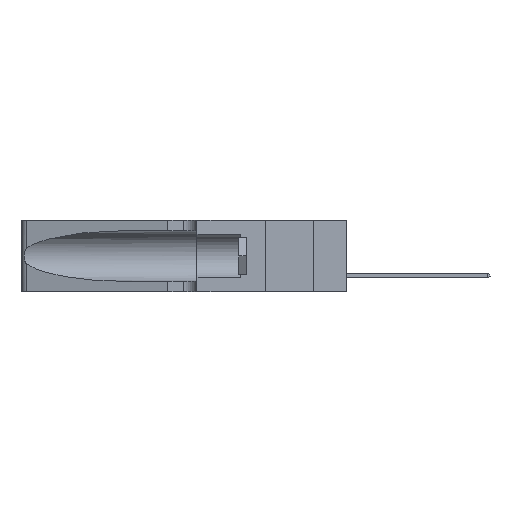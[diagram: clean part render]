
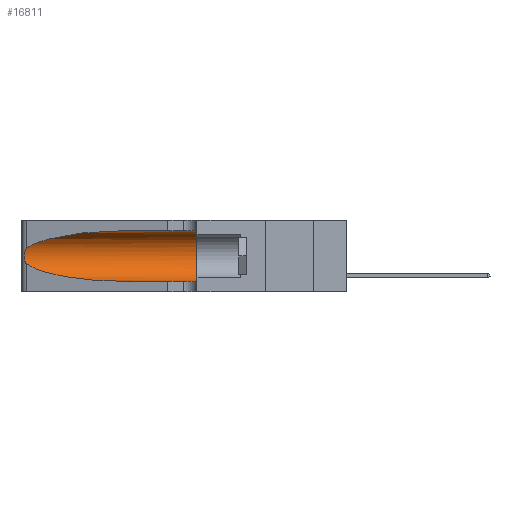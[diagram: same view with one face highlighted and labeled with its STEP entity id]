
A CAD part, left-side view. The second image highlights one B-rep face of the part: STEP entity #16811.
In plain terms, the highlighted cylindrical face has radius 3.308 mm (diameter 6.617 mm), a partial arc.
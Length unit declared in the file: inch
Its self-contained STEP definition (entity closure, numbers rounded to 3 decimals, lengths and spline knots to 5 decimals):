
#156 = EDGE_CURVE ( 'NONE', #46385, #45594, #13023, .T. ) ;
#1744 = ORIENTED_EDGE ( 'NONE', *, *, #156, .F. ) ;
#3249 = ORIENTED_EDGE ( 'NONE', *, *, #19571, .T. ) ;
#4418 = ORIENTED_EDGE ( 'NONE', *, *, #29432, .F. ) ;
#5607 =( BOUNDED_CURVE ( )  B_SPLINE_CURVE ( 3, ( #35601, #46732, #27731, #31912 ),
 .UNSPECIFIED., .F., .F. ) 
 B_SPLINE_CURVE_WITH_KNOTS ( ( 4, 4 ),
 ( 3.44316, 4.71239 ),
 .UNSPECIFIED. ) 
 CURVE ( )  GEOMETRIC_REPRESENTATION_ITEM ( )  RATIONAL_B_SPLINE_CURVE ( ( 1., 0.87, 0.87, 1. ) ) 
 REPRESENTATION_ITEM ( '' )  );
#5735 = VERTEX_POINT ( 'NONE', #28110 ) ;
#6496 = CARTESIAN_POINT ( 'NONE',  ( 0.25487, 1.22718, 0.22369 ) ) ;
#7347 = AXIS2_PLACEMENT_3D ( 'NONE', #14756, #19063, #49251 ) ;
#7982 = AXIS2_PLACEMENT_3D ( 'NONE', #29739, #10675, #40427 ) ;
#9213 = CARTESIAN_POINT ( 'NONE',  ( 0.1305, 0.72297, 0.05475 ) ) ;
#9245 =( BOUNDED_CURVE ( )  B_SPLINE_CURVE ( 3, ( #23245, #41980, #38047, #23111 ),
 .UNSPECIFIED., .F., .F. ) 
 B_SPLINE_CURVE_WITH_KNOTS ( ( 4, 4 ),
 ( 1.5708, 2.84003 ),
 .UNSPECIFIED. ) 
 CURVE ( )  GEOMETRIC_REPRESENTATION_ITEM ( )  RATIONAL_B_SPLINE_CURVE ( ( 1., 0.87, 0.87, 1. ) ) 
 REPRESENTATION_ITEM ( '' )  );
#10191 = CARTESIAN_POINT ( 'NONE',  ( 0.1305, 1.61858, 0.31525 ) ) ;
#10369 = ORIENTED_EDGE ( 'NONE', *, *, #39915, .T. ) ;
#10675 = DIRECTION ( 'NONE',  ( 0., 1., 0. ) ) ;
#12385 = CARTESIAN_POINT ( 'NONE',  ( 0.26075, 1.23896, 0.178 ) ) ;
#13023 = CIRCLE ( 'NONE', #7982, 0.13025 ) ;
#13989 = DIRECTION ( 'NONE',  ( 0., -1., 0. ) ) ;
#14727 = CARTESIAN_POINT ( 'NONE',  ( 0.25487, 1.22718, 0.22369 ) ) ;
#14756 = CARTESIAN_POINT ( 'NONE',  ( 0.1305, 1.61858, 0.185 ) ) ;
#15086 = CARTESIAN_POINT ( 'NONE',  ( 0.25487, 1.22718, 0.14631 ) ) ;
#16203 = CARTESIAN_POINT ( 'NONE',  ( 0.25487, 1.22718, 0.14631 ) ) ;
#16811 = ADVANCED_FACE ( 'NONE', ( #23070 ), #23176, .F. ) ;
#16936 = CARTESIAN_POINT ( 'NONE',  ( 0.25555, 1.22993, 0.14849 ) ) ;
#17097 = VERTEX_POINT ( 'NONE', #16203 ) ;
#17513 = CARTESIAN_POINT ( 'NONE',  ( 0.25789, 1.23486, 0.15765 ) ) ;
#18833 = CARTESIAN_POINT ( 'NONE',  ( 0.25639, 1.23186, 0.15144 ) ) ;
#19063 = DIRECTION ( 'NONE',  ( 0., -1., 0. ) ) ;
#19571 = EDGE_CURVE ( 'NONE', #26070, #17097, #30728, .T. ) ;
#21852 = CARTESIAN_POINT ( 'NONE',  ( 0.1305, 1.61858, 0.05475 ) ) ;
#23070 = FACE_OUTER_BOUND ( 'NONE', #48361, .T. ) ;
#23111 = CARTESIAN_POINT ( 'NONE',  ( 0.25487, 1.22718, 0.22369 ) ) ;
#23176 = CYLINDRICAL_SURFACE ( 'NONE', #7347, 0.13025 ) ;
#23245 = CARTESIAN_POINT ( 'NONE',  ( 0.1305, 0.72297, 0.31525 ) ) ;
#24202 = LINE ( 'NONE', #10191, #33281 ) ;
#24483 = CARTESIAN_POINT ( 'NONE',  ( 0.25856, 1.23593, 0.16098 ) ) ;
#26035 = CARTESIAN_POINT ( 'NONE',  ( 0.26018, 1.23835, 0.19895 ) ) ;
#26070 = VERTEX_POINT ( 'NONE', #14727 ) ;
#27731 = CARTESIAN_POINT ( 'NONE',  ( 0.18966, 0.96281, 0.05475 ) ) ;
#28110 = CARTESIAN_POINT ( 'NONE',  ( 0.1305, 0.72297, 0.31525 ) ) ;
#29022 = CARTESIAN_POINT ( 'NONE',  ( 0.25639, 1.23184, 0.21858 ) ) ;
#29432 = EDGE_CURVE ( 'NONE', #5735, #46385, #24202, .T. ) ;
#29739 = CARTESIAN_POINT ( 'NONE',  ( 0.1305, 0.35, 0.185 ) ) ;
#30728 = B_SPLINE_CURVE_WITH_KNOTS ( 'NONE', 3,
 ( #6496, #47989, #29022, #45688, #39639, #26035, #37582, #12385, #39716, #24483, #17513, #18833, #16936, #15086 ),
 .UNSPECIFIED., .F., .F.,
 ( 4, 2, 2, 2, 2, 2, 4 ),
 ( 0., 0.00027, 0.00053, 0.00107, 0.0016, 0.00187, 0.00214 ),
 .UNSPECIFIED. ) ;
#31912 = CARTESIAN_POINT ( 'NONE',  ( 0.1305, 0.72297, 0.05475 ) ) ;
#33281 = VECTOR ( 'NONE', #48056, 39.37008 ) ;
#35601 = CARTESIAN_POINT ( 'NONE',  ( 0.25487, 1.22718, 0.14631 ) ) ;
#35985 = LINE ( 'NONE', #21852, #38396 ) ;
#37582 = CARTESIAN_POINT ( 'NONE',  ( 0.26075, 1.23896, 0.19203 ) ) ;
#38047 = CARTESIAN_POINT ( 'NONE',  ( 0.2373, 1.15595, 0.28018 ) ) ;
#38156 = VERTEX_POINT ( 'NONE', #9213 ) ;
#38396 = VECTOR ( 'NONE', #13989, 39.37008 ) ;
#39639 = CARTESIAN_POINT ( 'NONE',  ( 0.25854, 1.2359, 0.20912 ) ) ;
#39716 = CARTESIAN_POINT ( 'NONE',  ( 0.26017, 1.23833, 0.17102 ) ) ;
#39915 = EDGE_CURVE ( 'NONE', #17097, #38156, #5607, .T. ) ;
#40427 = DIRECTION ( 'NONE',  ( 0., 0., 1. ) ) ;
#40669 = ORIENTED_EDGE ( 'NONE', *, *, #46333, .T. ) ;
#40764 = EDGE_CURVE ( 'NONE', #38156, #45594, #35985, .T. ) ;
#41980 = CARTESIAN_POINT ( 'NONE',  ( 0.18966, 0.96281, 0.31525 ) ) ;
#45594 = VERTEX_POINT ( 'NONE', #48043 ) ;
#45688 = CARTESIAN_POINT ( 'NONE',  ( 0.25787, 1.23484, 0.2124 ) ) ;
#46293 = CARTESIAN_POINT ( 'NONE',  ( 0.1305, 0.35, 0.31525 ) ) ;
#46333 = EDGE_CURVE ( 'NONE', #5735, #26070, #9245, .T. ) ;
#46385 = VERTEX_POINT ( 'NONE', #46293 ) ;
#46632 = ORIENTED_EDGE ( 'NONE', *, *, #40764, .T. ) ;
#46732 = CARTESIAN_POINT ( 'NONE',  ( 0.2373, 1.15595, 0.08982 ) ) ;
#47989 = CARTESIAN_POINT ( 'NONE',  ( 0.25555, 1.22994, 0.2215 ) ) ;
#48043 = CARTESIAN_POINT ( 'NONE',  ( 0.1305, 0.35, 0.05475 ) ) ;
#48056 = DIRECTION ( 'NONE',  ( 0., -1., 0. ) ) ;
#48361 = EDGE_LOOP ( 'NONE', ( #40669, #3249, #10369, #46632, #1744, #4418 ) ) ;
#49251 = DIRECTION ( 'NONE',  ( 0., 0., -1. ) ) ;
